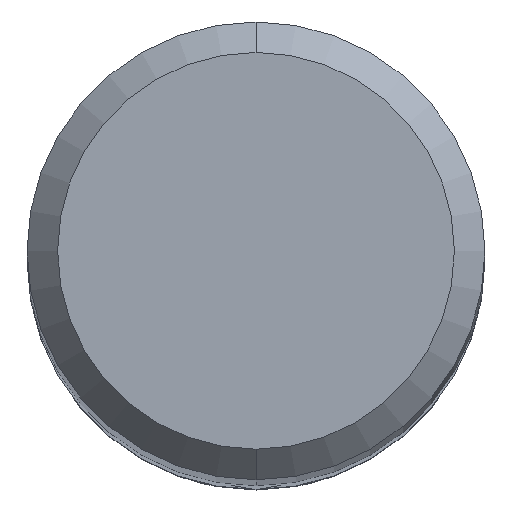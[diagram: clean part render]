
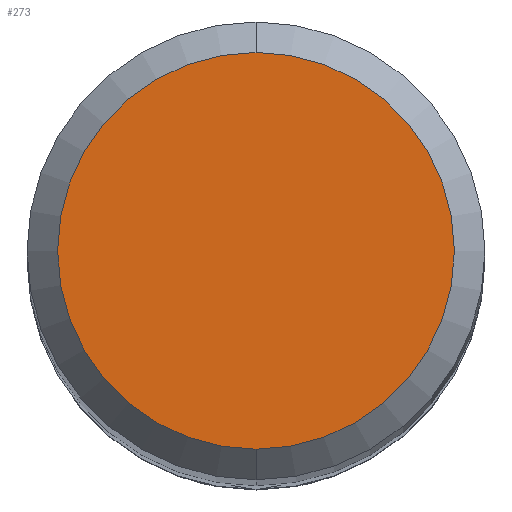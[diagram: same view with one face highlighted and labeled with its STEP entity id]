
A CAD part, top view. The second image highlights one B-rep face of the part: STEP entity #273.
In plain terms, the highlighted planar face has unit normal (0, 0, 1).
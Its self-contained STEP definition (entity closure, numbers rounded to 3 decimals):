
#243=VERTEX_POINT('',#568);
#267=EDGE_CURVE('',#333,#243,#596,.T.);
#273=ADVANCED_FACE('',(#602),#603,.T.);
#333=VERTEX_POINT('',#668);
#407=EDGE_CURVE('',#243,#333,#749,.T.);
#568=CARTESIAN_POINT('',(0.0,2.6,0.0));
#596=CIRCLE('',#1053,2.6);
#602=FACE_OUTER_BOUND('',#1061,.T.);
#603=PLANE('',#1062);
#668=CARTESIAN_POINT('',(0.,-2.6,0.0));
#749=CIRCLE('',#1352,2.6);
#1053=AXIS2_PLACEMENT_3D('',#1600,#1601,#1602);
#1061=EDGE_LOOP('',(#1605,#1606));
#1062=AXIS2_PLACEMENT_3D('',#1607,#1608,#1609);
#1352=AXIS2_PLACEMENT_3D('',#1756,#1757,#1758);
#1600=CARTESIAN_POINT('',(0.0,0.0,0.0));
#1601=DIRECTION('',(0.0,0.0,-1.0));
#1602=DIRECTION('',(0.0,1.0,0.0));
#1605=ORIENTED_EDGE('',*,*,#407,.F.);
#1606=ORIENTED_EDGE('',*,*,#267,.F.);
#1607=CARTESIAN_POINT('',(0.0,1.3,0.0));
#1608=DIRECTION('',(-0.0,0.0,1.0));
#1609=DIRECTION('',(0.0,-1.0,0.0));
#1756=CARTESIAN_POINT('',(0.0,0.0,0.0));
#1757=DIRECTION('',(0.0,0.0,-1.0));
#1758=DIRECTION('',(0.0,1.0,0.0));
